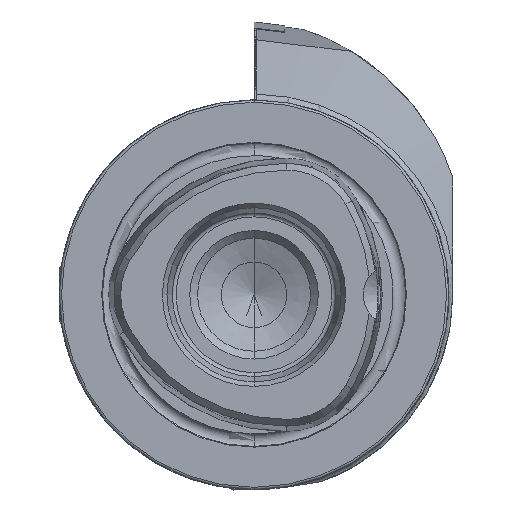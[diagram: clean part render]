
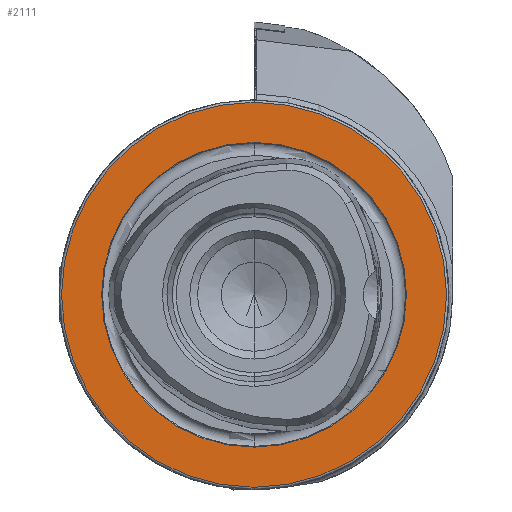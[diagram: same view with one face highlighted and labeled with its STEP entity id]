
A CAD part, left-side view. The second image highlights one B-rep face of the part: STEP entity #2111.
In plain terms, the highlighted planar face has unit normal (-1, 0, 0).
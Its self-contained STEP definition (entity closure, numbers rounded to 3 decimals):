
#193 = CIRCLE ( 'NONE', #5688, 19.55 ) ;
#980 = VERTEX_POINT ( 'NONE', #12124 ) ;
#1269 = ORIENTED_EDGE ( 'NONE', *, *, #12070, .T. ) ;
#2111 = ADVANCED_FACE ( 'NONE', ( #12754, #4129 ), #6957, .F. ) ;
#2443 = DIRECTION ( 'NONE',  ( 0., 0., 1. ) ) ;
#2542 = CIRCLE ( 'NONE', #5725, 24.7 ) ;
#2875 = DIRECTION ( 'NONE',  ( 0., 0., -1. ) ) ;
#3002 = CARTESIAN_POINT ( 'NONE',  ( 0., 0., 24.7 ) ) ;
#3778 = AXIS2_PLACEMENT_3D ( 'NONE', #5672, #5548, #5459 ) ;
#4011 = AXIS2_PLACEMENT_3D ( 'NONE', #5277, #5399, #5311 ) ;
#4129 = FACE_OUTER_BOUND ( 'NONE', #5797, .T. ) ;
#4338 = VERTEX_POINT ( 'NONE', #7886 ) ;
#4598 = ORIENTED_EDGE ( 'NONE', *, *, #12073, .F. ) ;
#5277 = CARTESIAN_POINT ( 'NONE',  ( 0., 0., 0. ) ) ;
#5311 = DIRECTION ( 'NONE',  ( 0., 0., 1. ) ) ;
#5399 = DIRECTION ( 'NONE',  ( -1., 0., 0. ) ) ;
#5459 = DIRECTION ( 'NONE',  ( 0., 0., 1. ) ) ;
#5548 = DIRECTION ( 'NONE',  ( -1., 0., 0. ) ) ;
#5672 = CARTESIAN_POINT ( 'NONE',  ( 0., 0., 0. ) ) ;
#5688 = AXIS2_PLACEMENT_3D ( 'NONE', #12746, #11323, #2443 ) ;
#5725 = AXIS2_PLACEMENT_3D ( 'NONE', #11786, #11788, #11803 ) ;
#5797 = EDGE_LOOP ( 'NONE', ( #1269, #11203 ) ) ;
#6027 = VERTEX_POINT ( 'NONE', #3002 ) ;
#6484 = CARTESIAN_POINT ( 'NONE',  ( 0., 0., 19.55 ) ) ;
#6957 = PLANE ( 'NONE',  #8387 ) ;
#7683 = EDGE_LOOP ( 'NONE', ( #7734, #4598 ) ) ;
#7734 = ORIENTED_EDGE ( 'NONE', *, *, #9465, .F. ) ;
#7882 = CIRCLE ( 'NONE', #3778, 24.7 ) ;
#7886 = CARTESIAN_POINT ( 'NONE',  ( 0., 0., -24.7 ) ) ;
#8387 = AXIS2_PLACEMENT_3D ( 'NONE', #12257, #10906, #2875 ) ;
#9411 = EDGE_CURVE ( 'NONE', #4338, #6027, #2542, .T. ) ;
#9465 = EDGE_CURVE ( 'NONE', #12635, #980, #193, .T. ) ;
#10906 = DIRECTION ( 'NONE',  ( 1., 0., 0. ) ) ;
#11203 = ORIENTED_EDGE ( 'NONE', *, *, #9411, .T. ) ;
#11323 = DIRECTION ( 'NONE',  ( -1., 0., 0. ) ) ;
#11786 = CARTESIAN_POINT ( 'NONE',  ( 0., 0., 0. ) ) ;
#11788 = DIRECTION ( 'NONE',  ( -1., 0., 0. ) ) ;
#11803 = DIRECTION ( 'NONE',  ( 0., 0., 1. ) ) ;
#12070 = EDGE_CURVE ( 'NONE', #6027, #4338, #7882, .T. ) ;
#12073 = EDGE_CURVE ( 'NONE', #980, #12635, #12742, .T. ) ;
#12124 = CARTESIAN_POINT ( 'NONE',  ( 0., 0., -19.55 ) ) ;
#12257 = CARTESIAN_POINT ( 'NONE',  ( 0., 19.55, 0. ) ) ;
#12635 = VERTEX_POINT ( 'NONE', #6484 ) ;
#12742 = CIRCLE ( 'NONE', #4011, 19.55 ) ;
#12746 = CARTESIAN_POINT ( 'NONE',  ( 0., 0., 0. ) ) ;
#12754 = FACE_BOUND ( 'NONE', #7683, .T. ) ;
